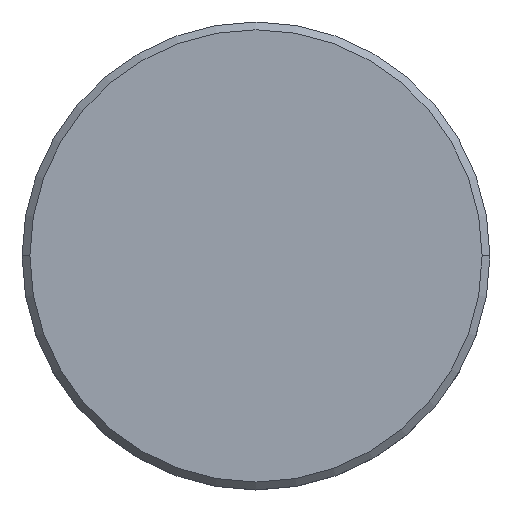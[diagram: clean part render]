
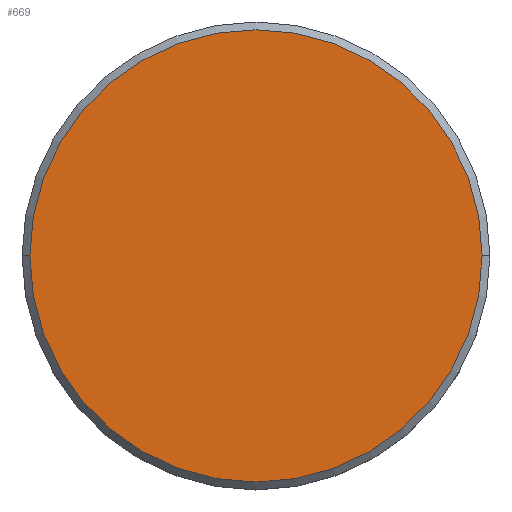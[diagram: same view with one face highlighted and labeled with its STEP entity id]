
A CAD part, top view. The second image highlights one B-rep face of the part: STEP entity #669.
In plain terms, the highlighted planar face has unit normal (0, 0, 1).
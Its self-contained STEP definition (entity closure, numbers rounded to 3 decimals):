
#78 = DIRECTION ( 'NONE',  ( 0., 0., 1. ) ) ;
#126 = VERTEX_POINT ( 'NONE', #341 ) ;
#149 = DIRECTION ( 'NONE',  ( 1., 0., 0. ) ) ;
#187 = CARTESIAN_POINT ( 'NONE',  ( 14.5, 0., 0. ) ) ;
#294 = AXIS2_PLACEMENT_3D ( 'NONE', #456, #356, #296 ) ;
#296 = DIRECTION ( 'NONE',  ( 1., 0., 0. ) ) ;
#341 = CARTESIAN_POINT ( 'NONE',  ( -14.5, 0., 0. ) ) ;
#356 = DIRECTION ( 'NONE',  ( 0., 0., 1. ) ) ;
#456 = CARTESIAN_POINT ( 'NONE',  ( 0., 0., 0. ) ) ;
#571 = AXIS2_PLACEMENT_3D ( 'NONE', #918, #78, #923 ) ;
#583 = ORIENTED_EDGE ( 'NONE', *, *, #1107, .T. ) ;
#669 = ADVANCED_FACE ( 'NONE', ( #995 ), #1006, .T. ) ;
#672 = CIRCLE ( 'NONE', #754, 14.5 ) ;
#754 = AXIS2_PLACEMENT_3D ( 'NONE', #1050, #1153, #149 ) ;
#862 = EDGE_LOOP ( 'NONE', ( #1094, #583 ) ) ;
#918 = CARTESIAN_POINT ( 'NONE',  ( 0., 0., 0. ) ) ;
#923 = DIRECTION ( 'NONE',  ( 1., 0., 0. ) ) ;
#971 = EDGE_CURVE ( 'NONE', #126, #1108, #672, .T. ) ;
#995 = FACE_OUTER_BOUND ( 'NONE', #862, .T. ) ;
#1006 = PLANE ( 'NONE',  #294 ) ;
#1050 = CARTESIAN_POINT ( 'NONE',  ( 0., 0., 0. ) ) ;
#1070 = CIRCLE ( 'NONE', #571, 14.5 ) ;
#1094 = ORIENTED_EDGE ( 'NONE', *, *, #971, .T. ) ;
#1107 = EDGE_CURVE ( 'NONE', #1108, #126, #1070, .T. ) ;
#1108 = VERTEX_POINT ( 'NONE', #187 ) ;
#1153 = DIRECTION ( 'NONE',  ( 0., 0., 1. ) ) ;
